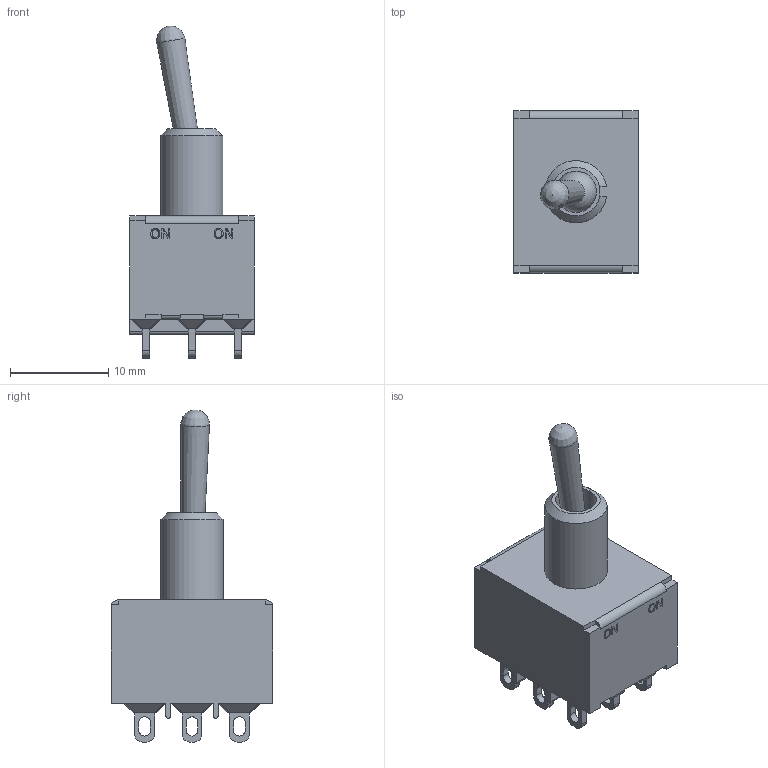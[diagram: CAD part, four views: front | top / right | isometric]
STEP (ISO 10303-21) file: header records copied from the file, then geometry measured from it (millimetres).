
FILE_DESCRIPTION((' '),'2;1');
FILE_NAME('1003PxT1B1M1xE.stp','2017-07-26T08:42:13',(' '),(' '),' ','ACIS',' ');
FILE_SCHEMA(('CONFIG_CONTROL_DESIGN'));
Length unit declared in the file: inch
Products named in the file (1): 1003PxT1B1M1xE.stp
Bounding box: 12.7 x 16.51 x 33.86 mm (x, y, z)
Volume: 2563.7 mm3; surface area: 1830.7 mm2
Topology: 2 solids, 2 shells, 388 faces, 981 edges, 622 vertices
Faces by surface type: plane 224, cylinder 123, sphere 37, cone 3, bspline 1
Full cylindrical faces by diameter (mm): 1.65 x1, 4.2 x1
Entity records: 11701 total; most frequent: CARTESIAN_POINT 2098, DIRECTION 1988, ORIENTED_EDGE 1944, EDGE_CURVE 972, VECTOR 680, LINE 680, AXIS2_PLACEMENT_3D 654, VERTEX_POINT 619
